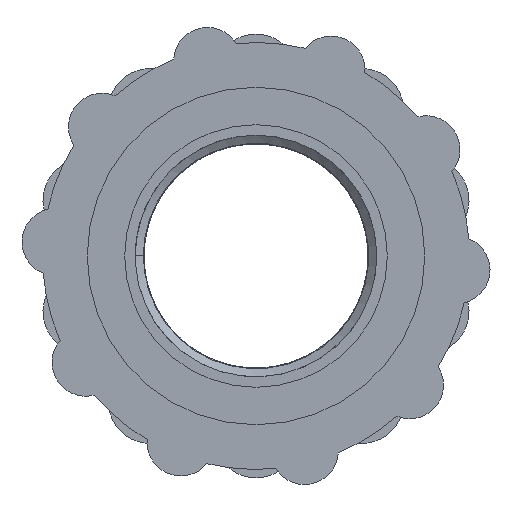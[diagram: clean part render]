
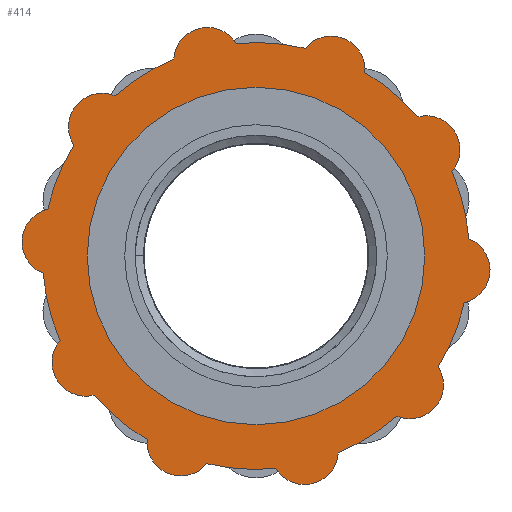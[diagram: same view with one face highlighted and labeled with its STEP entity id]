
A CAD part, left-side view. The second image highlights one B-rep face of the part: STEP entity #414.
In plain terms, the highlighted planar face has unit normal (-1, 0, 0).
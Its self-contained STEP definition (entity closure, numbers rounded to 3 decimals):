
#414=ADVANCED_FACE('',(#2527,#2529),#2531,.T.);
#2527=FACE_BOUND('',#2528,.T.);
#2528=EDGE_LOOP('',(#2898,#2899,#2900,#2901,#2902,#2903,#2904,#2905,#2906,#2907,
#2908,#2909,#2910,#2911,#2912,#2913,#2914,#2915,#2916,#2917));
#2529=FACE_BOUND('',#2530,.T.);
#2530=EDGE_LOOP('',(#2918));
#2531=PLANE('',#2532);
#2532=AXIS2_PLACEMENT_3D('',#2533,#2534,#2535);
#2533=CARTESIAN_POINT('',(6.5,0.,0.));
#2534=DIRECTION('',(-1.,0.,0.));
#2535=DIRECTION('',(0.,0.375,-0.927));
#2898=ORIENTED_EDGE('',*,*,#3118,.T.);
#2899=ORIENTED_EDGE('',*,*,#3119,.F.);
#2900=ORIENTED_EDGE('',*,*,#3120,.T.);
#2901=ORIENTED_EDGE('',*,*,#3121,.F.);
#2902=ORIENTED_EDGE('',*,*,#3122,.T.);
#2903=ORIENTED_EDGE('',*,*,#3123,.F.);
#2904=ORIENTED_EDGE('',*,*,#3124,.T.);
#2905=ORIENTED_EDGE('',*,*,#3125,.F.);
#2906=ORIENTED_EDGE('',*,*,#3126,.T.);
#2907=ORIENTED_EDGE('',*,*,#3127,.F.);
#2908=ORIENTED_EDGE('',*,*,#3128,.T.);
#2909=ORIENTED_EDGE('',*,*,#3129,.F.);
#2910=ORIENTED_EDGE('',*,*,#3130,.T.);
#2911=ORIENTED_EDGE('',*,*,#3131,.F.);
#2912=ORIENTED_EDGE('',*,*,#3132,.T.);
#2913=ORIENTED_EDGE('',*,*,#3133,.F.);
#2914=ORIENTED_EDGE('',*,*,#3134,.T.);
#2915=ORIENTED_EDGE('',*,*,#3135,.F.);
#2916=ORIENTED_EDGE('',*,*,#3136,.T.);
#2917=ORIENTED_EDGE('',*,*,#3137,.F.);
#2918=ORIENTED_EDGE('',*,*,#3138,.F.);
#3118=EDGE_CURVE('',#3365,#3366,#3367,.T.);
#3119=EDGE_CURVE('',#3368,#3366,#3369,.T.);
#3120=EDGE_CURVE('',#3368,#3370,#3371,.T.);
#3121=EDGE_CURVE('',#3372,#3370,#3373,.T.);
#3122=EDGE_CURVE('',#3372,#3374,#3375,.T.);
#3123=EDGE_CURVE('',#3376,#3374,#3377,.T.);
#3124=EDGE_CURVE('',#3376,#3378,#3379,.T.);
#3125=EDGE_CURVE('',#3380,#3378,#3381,.T.);
#3126=EDGE_CURVE('',#3380,#3382,#3383,.T.);
#3127=EDGE_CURVE('',#3384,#3382,#3385,.T.);
#3128=EDGE_CURVE('',#3384,#3386,#3387,.T.);
#3129=EDGE_CURVE('',#3388,#3386,#3389,.T.);
#3130=EDGE_CURVE('',#3388,#3390,#3391,.T.);
#3131=EDGE_CURVE('',#3392,#3390,#3393,.T.);
#3132=EDGE_CURVE('',#3392,#3394,#3395,.T.);
#3133=EDGE_CURVE('',#3396,#3394,#3397,.T.);
#3134=EDGE_CURVE('',#3396,#3398,#3399,.T.);
#3135=EDGE_CURVE('',#3400,#3398,#3401,.T.);
#3136=EDGE_CURVE('',#3400,#3402,#3403,.T.);
#3137=EDGE_CURVE('',#3365,#3402,#3404,.T.);
#3138=EDGE_CURVE('',#3405,#3405,#3406,.T.);
#3365=VERTEX_POINT('',#4691);
#3366=VERTEX_POINT('',#4692);
#3367=CIRCLE('',#4693,13.25);
#3368=VERTEX_POINT('',#4697);
#3369=CIRCLE('',#4698,2.1);
#3370=VERTEX_POINT('',#4702);
#3371=CIRCLE('',#4703,13.25);
#3372=VERTEX_POINT('',#4707);
#3373=CIRCLE('',#4708,2.1);
#3374=VERTEX_POINT('',#4712);
#3375=CIRCLE('',#4713,13.25);
#3376=VERTEX_POINT('',#4717);
#3377=CIRCLE('',#4718,2.1);
#3378=VERTEX_POINT('',#4722);
#3379=CIRCLE('',#4723,13.25);
#3380=VERTEX_POINT('',#4727);
#3381=CIRCLE('',#4728,2.1);
#3382=VERTEX_POINT('',#4732);
#3383=CIRCLE('',#4733,13.25);
#3384=VERTEX_POINT('',#4737);
#3385=CIRCLE('',#4738,2.1);
#3386=VERTEX_POINT('',#4742);
#3387=CIRCLE('',#4743,13.25);
#3388=VERTEX_POINT('',#4747);
#3389=CIRCLE('',#4748,2.1);
#3390=VERTEX_POINT('',#4752);
#3391=CIRCLE('',#4753,13.25);
#3392=VERTEX_POINT('',#4757);
#3393=CIRCLE('',#4758,2.1);
#3394=VERTEX_POINT('',#4762);
#3395=CIRCLE('',#4763,13.25);
#3396=VERTEX_POINT('',#4767);
#3397=CIRCLE('',#4768,2.1);
#3398=VERTEX_POINT('',#4772);
#3399=CIRCLE('',#4773,13.25);
#3400=VERTEX_POINT('',#4777);
#3401=CIRCLE('',#4778,2.1);
#3402=VERTEX_POINT('',#4782);
#3403=CIRCLE('',#4783,13.25);
#3404=CIRCLE('',#4787,2.1);
#3405=VERTEX_POINT('',#4791);
#3406=CIRCLE('',#4792,9.75);
#4691=CARTESIAN_POINT('',(6.5,3.052,-12.894));
#4692=CARTESIAN_POINT('',(6.5,-1.228,-13.193));
#4693=AXIS2_PLACEMENT_3D('',#4694,#4695,#4696);
#4694=CARTESIAN_POINT('',(6.5,0.,0.));
#4695=DIRECTION('',(-1.,0.,0.));
#4696=DIRECTION('',(0.,0.23,-0.973));
#4697=CARTESIAN_POINT('',(6.5,-5.109,-12.225));
#4698=AXIS2_PLACEMENT_3D('',#4699,#4700,#4701);
#4699=CARTESIAN_POINT('',(6.5,-3.014,-12.088));
#4700=DIRECTION('',(1.,0.,0.));
#4701=DIRECTION('',(0.,-0.998,-0.065));
#4702=CARTESIAN_POINT('',(6.5,-8.748,-9.951));
#4703=AXIS2_PLACEMENT_3D('',#4704,#4705,#4706);
#4704=CARTESIAN_POINT('',(6.5,0.,0.));
#4705=DIRECTION('',(-1.,0.,0.));
#4706=DIRECTION('',(0.,-0.386,-0.923));
#4707=CARTESIAN_POINT('',(6.5,-11.319,-6.887));
#4708=AXIS2_PLACEMENT_3D('',#4709,#4710,#4711);
#4709=CARTESIAN_POINT('',(6.5,-9.543,-8.008));
#4710=DIRECTION('',(1.,0.,0.));
#4711=DIRECTION('',(0.,-0.846,0.534));
#4712=CARTESIAN_POINT('',(6.5,-12.927,-2.909));
#4713=AXIS2_PLACEMENT_3D('',#4714,#4715,#4716);
#4714=CARTESIAN_POINT('',(6.5,0.,0.));
#4715=DIRECTION('',(-1.,0.,0.));
#4716=DIRECTION('',(0.,-0.854,-0.52));
#4717=CARTESIAN_POINT('',(6.5,-13.206,1.081));
#4718=AXIS2_PLACEMENT_3D('',#4719,#4720,#4721);
#4719=CARTESIAN_POINT('',(6.5,-12.428,-0.869));
#4720=DIRECTION('',(1.,0.,0.));
#4721=DIRECTION('',(0.,-0.371,0.929));
#4722=CARTESIAN_POINT('',(6.5,-12.168,5.245));
#4723=AXIS2_PLACEMENT_3D('',#4724,#4725,#4726);
#4724=CARTESIAN_POINT('',(6.5,0.,0.));
#4725=DIRECTION('',(-1.,0.,0.));
#4726=DIRECTION('',(0.,-0.997,0.082));
#4727=CARTESIAN_POINT('',(6.5,-10.048,8.637));
#4728=AXIS2_PLACEMENT_3D('',#4729,#4730,#4731);
#4729=CARTESIAN_POINT('',(6.5,-10.565,6.602));
#4730=DIRECTION('',(1.,0.,0.));
#4731=DIRECTION('',(0.,0.246,0.969));
#4732=CARTESIAN_POINT('',(6.5,-6.761,11.395));
#4733=AXIS2_PLACEMENT_3D('',#4734,#4735,#4736);
#4734=CARTESIAN_POINT('',(6.5,0.,0.));
#4735=DIRECTION('',(-1.,0.,0.));
#4736=DIRECTION('',(0.,-0.758,0.652));
#4737=CARTESIAN_POINT('',(6.5,-3.052,12.894));
#4738=AXIS2_PLACEMENT_3D('',#4739,#4740,#4741);
#4739=CARTESIAN_POINT('',(6.5,-4.667,11.551));
#4740=DIRECTION('',(1.,0.,0.));
#4741=DIRECTION('',(0.,0.769,0.639));
#4742=CARTESIAN_POINT('',(6.5,1.228,13.193));
#4743=AXIS2_PLACEMENT_3D('',#4744,#4745,#4746);
#4744=CARTESIAN_POINT('',(6.5,0.,0.));
#4745=DIRECTION('',(-1.,0.,0.));
#4746=DIRECTION('',(0.,-0.23,0.973));
#4747=CARTESIAN_POINT('',(6.5,5.109,12.225));
#4748=AXIS2_PLACEMENT_3D('',#4749,#4750,#4751);
#4749=CARTESIAN_POINT('',(6.5,3.014,12.088));
#4750=DIRECTION('',(1.,0.,0.));
#4751=DIRECTION('',(0.,0.998,0.065));
#4752=CARTESIAN_POINT('',(6.5,8.748,9.951));
#4753=AXIS2_PLACEMENT_3D('',#4754,#4755,#4756);
#4754=CARTESIAN_POINT('',(6.5,0.,0.));
#4755=DIRECTION('',(-1.,0.,0.));
#4756=DIRECTION('',(0.,0.386,0.923));
#4757=CARTESIAN_POINT('',(6.5,11.319,6.887));
#4758=AXIS2_PLACEMENT_3D('',#4759,#4760,#4761);
#4759=CARTESIAN_POINT('',(6.5,9.543,8.008));
#4760=DIRECTION('',(1.,0.,0.));
#4761=DIRECTION('',(0.,0.846,-0.534));
#4762=CARTESIAN_POINT('',(6.5,12.927,2.909));
#4763=AXIS2_PLACEMENT_3D('',#4764,#4765,#4766);
#4764=CARTESIAN_POINT('',(6.5,0.,0.));
#4765=DIRECTION('',(-1.,0.,0.));
#4766=DIRECTION('',(0.,0.854,0.52));
#4767=CARTESIAN_POINT('',(6.5,13.206,-1.081));
#4768=AXIS2_PLACEMENT_3D('',#4769,#4770,#4771);
#4769=CARTESIAN_POINT('',(6.5,12.428,0.869));
#4770=DIRECTION('',(1.,0.,0.));
#4771=DIRECTION('',(0.,0.371,-0.929));
#4772=CARTESIAN_POINT('',(6.5,12.168,-5.245));
#4773=AXIS2_PLACEMENT_3D('',#4774,#4775,#4776);
#4774=CARTESIAN_POINT('',(6.5,0.,0.));
#4775=DIRECTION('',(-1.,0.,0.));
#4776=DIRECTION('',(0.,0.997,-0.082));
#4777=CARTESIAN_POINT('',(6.5,10.048,-8.637));
#4778=AXIS2_PLACEMENT_3D('',#4779,#4780,#4781);
#4779=CARTESIAN_POINT('',(6.5,10.565,-6.602));
#4780=DIRECTION('',(1.,0.,0.));
#4781=DIRECTION('',(0.,-0.246,-0.969));
#4782=CARTESIAN_POINT('',(6.5,6.761,-11.395));
#4783=AXIS2_PLACEMENT_3D('',#4784,#4785,#4786);
#4784=CARTESIAN_POINT('',(6.5,0.,0.));
#4785=DIRECTION('',(-1.,0.,0.));
#4786=DIRECTION('',(0.,0.758,-0.652));
#4787=AXIS2_PLACEMENT_3D('',#4788,#4789,#4790);
#4788=CARTESIAN_POINT('',(6.5,4.667,-11.551));
#4789=DIRECTION('',(1.,0.,0.));
#4790=DIRECTION('',(0.,-0.769,-0.639));
#4791=CARTESIAN_POINT('',(6.5,3.652,-9.04));
#4792=AXIS2_PLACEMENT_3D('',#4793,#4794,#4795);
#4793=CARTESIAN_POINT('',(6.5,0.,0.));
#4794=DIRECTION('',(-1.,0.,0.));
#4795=DIRECTION('',(0.,0.375,-0.927));
